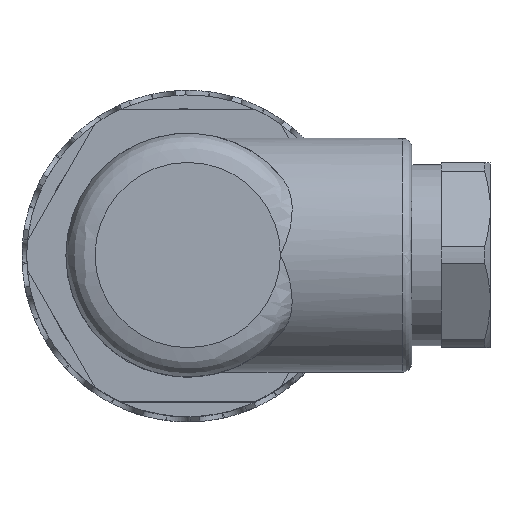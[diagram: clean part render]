
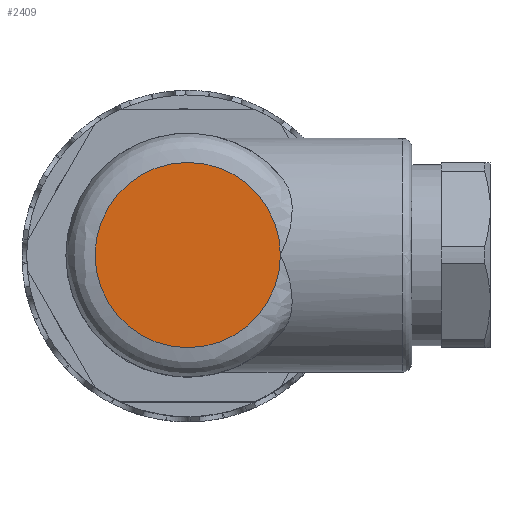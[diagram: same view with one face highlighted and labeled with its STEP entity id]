
A CAD part, top view. The second image highlights one B-rep face of the part: STEP entity #2409.
In plain terms, the highlighted planar face has unit normal (0, 0, 1).
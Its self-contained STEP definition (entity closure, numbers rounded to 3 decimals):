
#1517=PLANE('',#20688);
#2409=ADVANCED_FACE('',(#3697),#1517,.T.);
#3697=FACE_OUTER_BOUND('',#4841,.T.);
#4841=EDGE_LOOP('',(#11950,#11951));
#11950=ORIENTED_EDGE('',*,*,#17875,.T.);
#11951=ORIENTED_EDGE('',*,*,#17876,.T.);
#15353=VERTEX_POINT('',#33186);
#15354=VERTEX_POINT('',#33187);
#17875=EDGE_CURVE('',#15353,#15354,#19089,.T.);
#17876=EDGE_CURVE('',#15354,#15353,#19090,.T.);
#19089=CIRCLE('',#20686,9.5);
#19090=CIRCLE('',#20687,9.5);
#20686=AXIS2_PLACEMENT_3D('',#33185,#25492,#25493);
#20687=AXIS2_PLACEMENT_3D('',#33188,#25494,#25495);
#20688=AXIS2_PLACEMENT_3D('',#33189,#25496,#25497);
#25492=DIRECTION('',(0.,0.,1.));
#25493=DIRECTION('',(-1.,0.,0.));
#25494=DIRECTION('',(0.,0.,1.));
#25495=DIRECTION('',(1.,0.,0.));
#25496=DIRECTION('',(0.,0.,1.));
#25497=DIRECTION('',(-1.,0.,0.));
#33185=CARTESIAN_POINT('',(0.,0.,
77.2));
#33186=CARTESIAN_POINT('',(-9.5,0.,77.2));
#33187=CARTESIAN_POINT('',(9.5,0.,77.2));
#33188=CARTESIAN_POINT('',(0.,0.,
77.2));
#33189=CARTESIAN_POINT('',(10.45,10.45,77.2));
